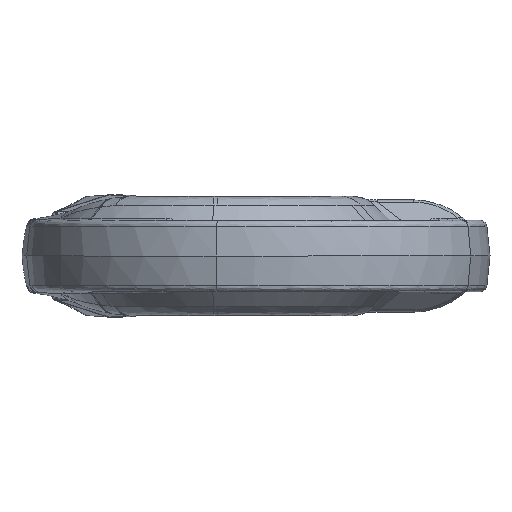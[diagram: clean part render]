
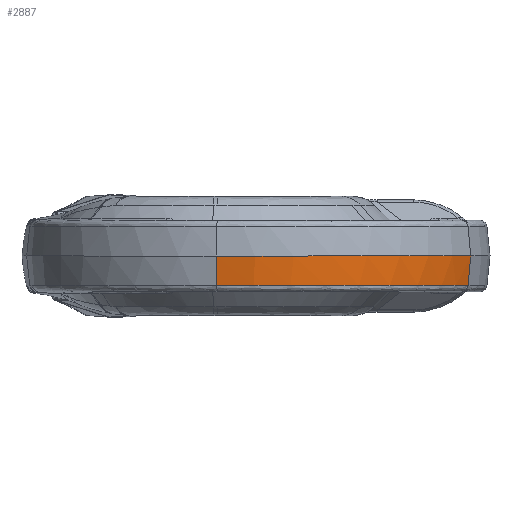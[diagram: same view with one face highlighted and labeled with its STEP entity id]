
A CAD part, front view. The second image highlights one B-rep face of the part: STEP entity #2887.
In plain terms, the highlighted free-form (B-spline) face has degree [1, 7] with [2, 8] control points.
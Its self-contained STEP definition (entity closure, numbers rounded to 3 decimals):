
#2887=ADVANCED_FACE('',(#5959),#5960,.T.);
#5959=FACE_OUTER_BOUND('',#18512,.T.);
#5960=B_SPLINE_SURFACE_WITH_KNOTS('',1,7,((#18513,#18514,#18515,#18516,#18517,#18518,#18519,#18520),(#18521,#18522,#18523,#18524,#18525,#18526,#18527,#18528)),.UNSPECIFIED.,.F.,.F.,.F.,(2,2),(8,8),(0.0,0.434),(0.,1.),.UNSPECIFIED.);
#18512=EDGE_LOOP('',(#28347,#28348,#28349,#28350));
#18513=CARTESIAN_POINT('',(-0.606,-255.389,0.0));
#18514=CARTESIAN_POINT('',(17.697,-258.767,0.0));
#18515=CARTESIAN_POINT('',(36.756,-258.048,0.0));
#18516=CARTESIAN_POINT('',(55.471,-253.029,0.0));
#18517=CARTESIAN_POINT('',(72.673,-243.875,0.0));
#18518=CARTESIAN_POINT('',(87.29,-231.155,0.0));
#18519=CARTESIAN_POINT('',(98.533,-215.748,0.0));
#18520=CARTESIAN_POINT('',(105.954,-198.68,0.0));
#18521=CARTESIAN_POINT('',(-0.359,-254.05,-12.955));
#18522=CARTESIAN_POINT('',(17.687,-257.381,-12.955));
#18523=CARTESIAN_POINT('',(36.479,-256.672,-12.955));
#18524=CARTESIAN_POINT('',(54.931,-251.723,-12.955));
#18525=CARTESIAN_POINT('',(71.891,-242.697,-12.955));
#18526=CARTESIAN_POINT('',(86.303,-230.156,-12.955));
#18527=CARTESIAN_POINT('',(97.388,-214.966,-12.955));
#18528=CARTESIAN_POINT('',(104.706,-198.137,-12.955));
#28347=ORIENTED_EDGE('',*,*,#33094,.F.);
#28348=ORIENTED_EDGE('',*,*,#32713,.T.);
#28349=ORIENTED_EDGE('',*,*,#32723,.T.);
#28350=ORIENTED_EDGE('',*,*,#33095,.F.);
#32713=EDGE_CURVE('',#38062,#37504,#38064,.T.);
#32723=EDGE_CURVE('',#37504,#38077,#38079,.T.);
#33094=EDGE_CURVE('',#38062,#35771,#38613,.T.);
#33095=EDGE_CURVE('',#35771,#38077,#38614,.T.);
#35771=VERTEX_POINT('',#43772);
#37504=VERTEX_POINT('',#47245);
#38062=VERTEX_POINT('',#48460);
#38064=LINE('',#48462,#48463);
#38077=VERTEX_POINT('',#48505);
#38079=B_SPLINE_CURVE_WITH_KNOTS('',3,(#48510,#48511,#48512,#48513,#48514,#48515,#48516,#48517,#48518,#48519,#48520,#48521,#48522,#48523,#48524,#48525),.UNSPECIFIED.,.F.,.F.,(4,3,3,3,3,4),(-1.0,-0.628,-0.534,-0.129,-0.063,0.),.UNSPECIFIED.);
#38613=CIRCLE('',#49656,97.);
#38614=LINE('',#49657,#49658);
#43772=CARTESIAN_POINT('',(105.953,-198.683,0.));
#47245=CARTESIAN_POINT('',(-0.368,-254.117,-12.314));
#48460=CARTESIAN_POINT('',(-0.603,-255.389,0.0));
#48462=CARTESIAN_POINT('',(-0.603,-255.389,0.0));
#48463=VECTOR('',#54333,10.0);
#48505=CARTESIAN_POINT('',(104.766,-198.167,-12.314));
#48510=CARTESIAN_POINT('',(-0.368,-254.117,-12.314));
#48511=CARTESIAN_POINT('',(15.897,-257.118,-12.314));
#48512=CARTESIAN_POINT('',(32.208,-255.787,-12.314));
#48513=CARTESIAN_POINT('',(47.122,-250.842,-12.314));
#48514=CARTESIAN_POINT('',(50.875,-249.597,-12.314));
#48515=CARTESIAN_POINT('',(54.543,-248.123,-12.314));
#48516=CARTESIAN_POINT('',(58.105,-246.429,-12.314));
#48517=CARTESIAN_POINT('',(73.497,-239.108,-12.314));
#48518=CARTESIAN_POINT('',(86.892,-227.693,-12.313));
#48519=CARTESIAN_POINT('',(96.623,-213.101,-12.313));
#48520=CARTESIAN_POINT('',(98.229,-210.694,-12.313));
#48521=CARTESIAN_POINT('',(99.733,-208.201,-12.313));
#48522=CARTESIAN_POINT('',(101.129,-205.628,-12.314));
#48523=CARTESIAN_POINT('',(102.44,-203.211,-12.314));
#48524=CARTESIAN_POINT('',(103.655,-200.723,-12.314));
#48525=CARTESIAN_POINT('',(104.766,-198.167,-12.314));
#49656=AXIS2_PLACEMENT_3D('',#54590,#54591,#54592);
#49657=CARTESIAN_POINT('',(105.953,-198.683,0.0));
#49658=VECTOR('',#54593,10.0);
#54333=DIRECTION('',(0.019,0.103,-0.995));
#54590=CARTESIAN_POINT('',(17.,-160.,0.));
#54591=DIRECTION('',(0.,0.,1.0));
#54592=DIRECTION('',(0.917,-0.399,0.));
#54593=DIRECTION('',(-0.096,0.042,-0.995));
